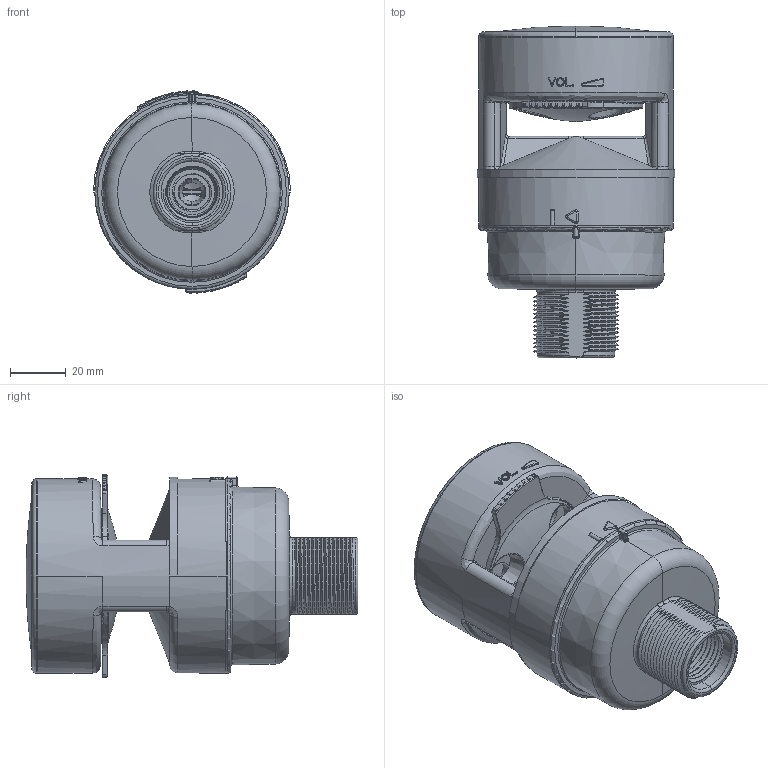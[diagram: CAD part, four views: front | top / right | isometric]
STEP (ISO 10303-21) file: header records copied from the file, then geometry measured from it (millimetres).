
FILE_DESCRIPTION((''),'2;1');
FILE_NAME('183316_ASM','2014-09-05T',('pdmadmin'),(''),'PRO/ENGINEER BY PARAMETRIC TECHNOLOGY CORPORATION, 2013230','PRO/ENGINEER BY PARAMETRIC TECHNOLOGY CORPORATION, 2013230','');
FILE_SCHEMA(('CONFIG_CONTROL_DESIGN'));
Length unit declared in the file: millimetre
Products named in the file (5): 180077; 180306; 180307; 180308; 183316_ASM
Assembly tree (4 placements, depth 2):
  183316_ASM
    180077
    180306
    180307
    180308
Bounding box: 71 x 119.51 x 72.99 mm (x, y, z)
Volume: 115850.7 mm3; surface area: 83343.9 mm2
Topology: 4 solids, 5 shells, 1270 faces, 3227 edges, 1995 vertices
Faces by surface type: cylinder 379, bspline 349, plane 258, torus 112, cone 100, sphere 46, extrusion 22, revolution 4
Entity records: 76229 total; most frequent: CARTESIAN_POINT 48551, ORIENTED_EDGE 6438, DIRECTION 4871, EDGE_CURVE 3221, AXIS2_PLACEMENT_3D 1997, VERTEX_POINT 1995, EDGE_LOOP 1327, B_SPLINE_CURVE_WITH_KNOTS 1305
